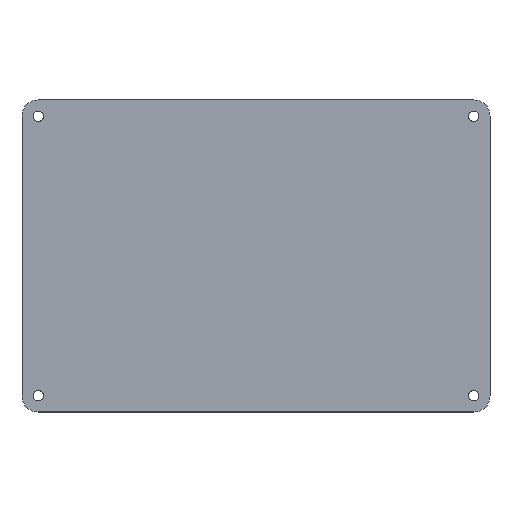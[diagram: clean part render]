
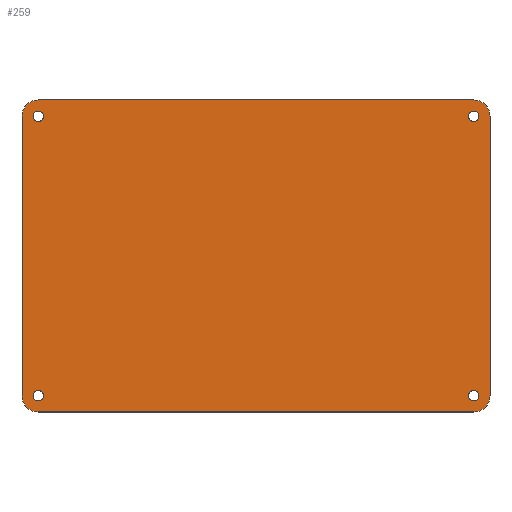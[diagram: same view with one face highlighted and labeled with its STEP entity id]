
A CAD part, top view. The second image highlights one B-rep face of the part: STEP entity #259.
In plain terms, the highlighted planar face has unit normal (0, 0, 1).
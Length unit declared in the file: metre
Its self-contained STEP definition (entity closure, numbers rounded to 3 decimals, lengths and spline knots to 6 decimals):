
#17=PLANE('',#302);
#20=LINE('',#392,#36);
#24=LINE('',#404,#40);
#28=LINE('',#416,#44);
#32=LINE('',#448,#48);
#36=VECTOR('',#315,1.);
#40=VECTOR('',#327,1.);
#44=VECTOR('',#339,1.);
#48=VECTOR('',#375,1.);
#102=ORIENTED_EDGE('',*,*,#143,.T.);
#103=ORIENTED_EDGE('',*,*,#141,.T.);
#104=ORIENTED_EDGE('',*,*,#139,.T.);
#105=ORIENTED_EDGE('',*,*,#137,.T.);
#106=ORIENTED_EDGE('',*,*,#114,.T.);
#107=ORIENTED_EDGE('',*,*,#144,.T.);
#108=ORIENTED_EDGE('',*,*,#133,.T.);
#109=ORIENTED_EDGE('',*,*,#130,.T.);
#110=ORIENTED_EDGE('',*,*,#127,.T.);
#111=ORIENTED_EDGE('',*,*,#124,.F.);
#112=ORIENTED_EDGE('',*,*,#121,.T.);
#113=ORIENTED_EDGE('',*,*,#118,.F.);
#114=EDGE_CURVE('',#146,#147,#170,.T.);
#118=EDGE_CURVE('',#146,#150,#20,.T.);
#121=EDGE_CURVE('',#152,#150,#172,.T.);
#124=EDGE_CURVE('',#152,#154,#24,.T.);
#127=EDGE_CURVE('',#156,#154,#174,.T.);
#130=EDGE_CURVE('',#158,#156,#28,.T.);
#133=EDGE_CURVE('',#160,#158,#176,.T.);
#137=EDGE_CURVE('',#163,#163,#179,.T.);
#139=EDGE_CURVE('',#165,#165,#181,.T.);
#141=EDGE_CURVE('',#167,#167,#183,.T.);
#143=EDGE_CURVE('',#169,#169,#185,.T.);
#144=EDGE_CURVE('',#147,#160,#32,.T.);
#146=VERTEX_POINT('',#384);
#147=VERTEX_POINT('',#385);
#150=VERTEX_POINT('',#393);
#152=VERTEX_POINT('',#399);
#154=VERTEX_POINT('',#405);
#156=VERTEX_POINT('',#411);
#158=VERTEX_POINT('',#417);
#160=VERTEX_POINT('',#423);
#163=VERTEX_POINT('',#431);
#165=VERTEX_POINT('',#436);
#167=VERTEX_POINT('',#441);
#169=VERTEX_POINT('',#446);
#170=CIRCLE('',#274,0.005);
#172=CIRCLE('',#278,0.005);
#174=CIRCLE('',#282,0.005);
#176=CIRCLE('',#286,0.005);
#179=CIRCLE('',#290,0.0016);
#181=CIRCLE('',#293,0.0016);
#183=CIRCLE('',#296,0.0016);
#185=CIRCLE('',#299,0.0016);
#207=EDGE_LOOP('',(#102));
#208=EDGE_LOOP('',(#103));
#209=EDGE_LOOP('',(#104));
#210=EDGE_LOOP('',(#105));
#211=EDGE_LOOP('',(#106,#107,#108,#109,#110,#111,#112,#113));
#233=FACE_BOUND('',#207,.T.);
#234=FACE_BOUND('',#208,.T.);
#235=FACE_BOUND('',#209,.T.);
#236=FACE_BOUND('',#210,.T.);
#237=FACE_BOUND('',#211,.T.);
#259=ADVANCED_FACE('',(#233,#234,#235,#236,#237),#17,.F.);
#274=AXIS2_PLACEMENT_3D('',#383,#307,#308);
#278=AXIS2_PLACEMENT_3D('',#398,#320,#321);
#282=AXIS2_PLACEMENT_3D('',#410,#332,#333);
#286=AXIS2_PLACEMENT_3D('',#422,#344,#345);
#290=AXIS2_PLACEMENT_3D('',#430,#353,#354);
#293=AXIS2_PLACEMENT_3D('',#435,#359,#360);
#296=AXIS2_PLACEMENT_3D('',#440,#365,#366);
#299=AXIS2_PLACEMENT_3D('',#445,#371,#372);
#302=AXIS2_PLACEMENT_3D('',#451,#379,#380);
#307=DIRECTION('',(0.,0.,1.));
#308=DIRECTION('',(1.,0.,0.));
#315=DIRECTION('',(1.,0.,0.));
#320=DIRECTION('',(0.,0.,1.));
#321=DIRECTION('',(1.,0.,0.));
#327=DIRECTION('',(0.,-1.,0.));
#332=DIRECTION('',(0.,0.,1.));
#333=DIRECTION('',(1.,0.,0.));
#339=DIRECTION('',(1.,0.,0.));
#344=DIRECTION('',(0.,0.,1.));
#345=DIRECTION('',(1.,0.,0.));
#353=DIRECTION('',(0.,0.,-1.));
#354=DIRECTION('',(-1.,0.,0.));
#359=DIRECTION('',(0.,0.,-1.));
#360=DIRECTION('',(-1.,0.,0.));
#365=DIRECTION('',(0.,0.,-1.));
#366=DIRECTION('',(-1.,0.,0.));
#371=DIRECTION('',(0.,0.,-1.));
#372=DIRECTION('',(-1.,0.,0.));
#375=DIRECTION('',(0.,-1.,0.));
#379=DIRECTION('',(0.,0.,-1.));
#380=DIRECTION('',(1.,0.,0.));
#383=CARTESIAN_POINT('',(-0.067,0.043,-0.01));
#384=CARTESIAN_POINT('',(-0.067,0.048,-0.01));
#385=CARTESIAN_POINT('',(-0.072,0.043,-0.01));
#392=CARTESIAN_POINT('',(0.,0.048,-0.01));
#393=CARTESIAN_POINT('',(0.067,0.048,-0.01));
#398=CARTESIAN_POINT('',(0.067,0.043,-0.01));
#399=CARTESIAN_POINT('',(0.072,0.043,-0.01));
#404=CARTESIAN_POINT('',(0.072,0.,-0.01));
#405=CARTESIAN_POINT('',(0.072,-0.043,-0.01));
#410=CARTESIAN_POINT('',(0.067,-0.043,-0.01));
#411=CARTESIAN_POINT('',(0.067,-0.048,-0.01));
#416=CARTESIAN_POINT('',(0.,-0.048,-0.01));
#417=CARTESIAN_POINT('',(-0.067,-0.048,-0.01));
#422=CARTESIAN_POINT('',(-0.067,-0.043,-0.01));
#423=CARTESIAN_POINT('',(-0.072,-0.043,-0.01));
#430=CARTESIAN_POINT('',(-0.067,0.043,-0.01));
#431=CARTESIAN_POINT('',(-0.0686,0.043,-0.01));
#435=CARTESIAN_POINT('',(0.067,0.043,-0.01));
#436=CARTESIAN_POINT('',(0.0654,0.043,-0.01));
#440=CARTESIAN_POINT('',(0.067,-0.043,-0.01));
#441=CARTESIAN_POINT('',(0.0654,-0.043,-0.01));
#445=CARTESIAN_POINT('',(-0.067,-0.043,-0.01));
#446=CARTESIAN_POINT('',(-0.0686,-0.043,-0.01));
#448=CARTESIAN_POINT('',(-0.072,0.,-0.01));
#451=CARTESIAN_POINT('',(0.,0.,-0.01));
